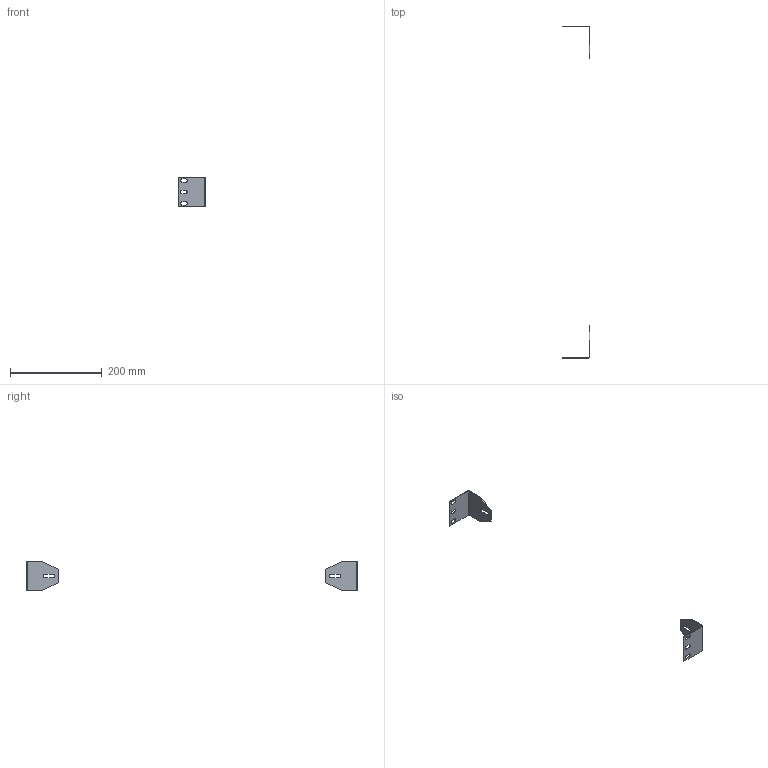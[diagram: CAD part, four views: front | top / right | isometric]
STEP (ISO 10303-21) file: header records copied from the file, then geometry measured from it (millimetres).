
FILE_DESCRIPTION (( 'STEP AP214' ), '1' );
FILE_NAME ('mb-15-kd Êîìïëåêò êðîíøòåéíîâ äëÿ Din-ðåéêè äëÿ ÂÐÓ Unit.STEP', '2020-02-14T07:14:17', ( '' ), ( '' ), 'SwSTEP 2.0', 'SolidWorks 2019', '' );
FILE_SCHEMA (( 'AUTOMOTIVE_DESIGN' ));
Length unit declared in the file: millimetre
Products named in the file (2): mb-15-kd Êîìïëåêò êðîíøòåéíîâ äëÿ Din-ðåéêè äëÿ ÂÐÓ Unit; 襟俶.015.09.00.01 扰鍙欙樥燲00
Assembly tree (2 placements, depth 2):
  mb-15-kd Êîìïëåêò êðîíøòåéíîâ äëÿ Din-ðåéêè äëÿ ÂÐÓ Unit
    襟俶.015.09.00.01 扰鍙欙樥燲00  x2
Bounding box: 60 x 722.4 x 65 mm (x, y, z)
Volume: 17335.3 mm3; surface area: 30165.3 mm2
Topology: 2 solids, 2 shells, 66 faces, 170 edges, 108 vertices
Faces by surface type: plane 44, cylinder 22
Entity records: 1087 total; most frequent: DIRECTION 183, CARTESIAN_POINT 177, ORIENTED_EDGE 170, EDGE_CURVE 85, LINE 63, VECTOR 63, AXIS2_PLACEMENT_3D 60, VERTEX_POINT 54
